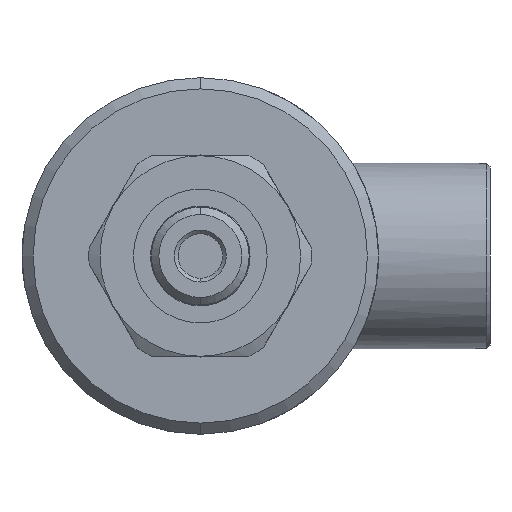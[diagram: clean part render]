
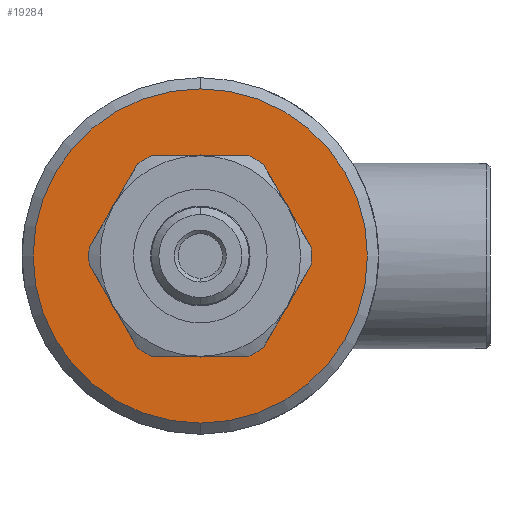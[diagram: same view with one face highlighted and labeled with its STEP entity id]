
A CAD part, front view. The second image highlights one B-rep face of the part: STEP entity #19284.
In plain terms, the highlighted planar face has unit normal (0, -1, 0).
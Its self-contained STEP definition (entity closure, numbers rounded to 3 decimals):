
#2584 = CARTESIAN_POINT ( 'NONE',  ( 0., 27., 0. ) ) ;
#3103 = CARTESIAN_POINT ( 'NONE',  ( 0., 27., 13.6 ) ) ;
#3534 = EDGE_CURVE ( 'NONE', #15656, #6449, #20402, .T. ) ;
#3551 = EDGE_LOOP ( 'NONE', ( #6943, #23661 ) ) ;
#4407 = DIRECTION ( 'NONE',  ( 0., -1., 0. ) ) ;
#4571 = DIRECTION ( 'NONE',  ( 0., 0., 1. ) ) ;
#5575 = EDGE_CURVE ( 'NONE', #6449, #15656, #18795, .T. ) ;
#5996 = CARTESIAN_POINT ( 'NONE',  ( 0., 27., -13.6 ) ) ;
#6145 = DIRECTION ( 'NONE',  ( 0., 1., 0. ) ) ;
#6449 = VERTEX_POINT ( 'NONE', #5996 ) ;
#6943 = ORIENTED_EDGE ( 'NONE', *, *, #5575, .T. ) ;
#7409 = FACE_BOUND ( 'NONE', #3551, .T. ) ;
#9426 = CARTESIAN_POINT ( 'NONE',  ( 0., 27., -22.5 ) ) ;
#9753 = CARTESIAN_POINT ( 'NONE',  ( 0., 27., 22.5 ) ) ;
#10188 = DIRECTION ( 'NONE',  ( 0., 0., 1. ) ) ;
#10206 = VERTEX_POINT ( 'NONE', #9753 ) ;
#10597 = EDGE_CURVE ( 'NONE', #10206, #21497, #13428, .T. ) ;
#11291 = CARTESIAN_POINT ( 'NONE',  ( 0., 27., 0. ) ) ;
#12182 = CARTESIAN_POINT ( 'NONE',  ( 0., 27., 0. ) ) ;
#12543 = CIRCLE ( 'NONE', #20716, 22.5 ) ;
#13300 = DIRECTION ( 'NONE',  ( 0., 0., 1. ) ) ;
#13428 = CIRCLE ( 'NONE', #14509, 22.5 ) ;
#13750 = AXIS2_PLACEMENT_3D ( 'NONE', #12182, #23889, #10188 ) ;
#14509 = AXIS2_PLACEMENT_3D ( 'NONE', #11291, #24981, #13300 ) ;
#15641 = EDGE_LOOP ( 'NONE', ( #22087, #15804 ) ) ;
#15656 = VERTEX_POINT ( 'NONE', #3103 ) ;
#15804 = ORIENTED_EDGE ( 'NONE', *, *, #21147, .T. ) ;
#16137 = AXIS2_PLACEMENT_3D ( 'NONE', #2584, #16411, #4571 ) ;
#16247 = CARTESIAN_POINT ( 'NONE',  ( 0., 27., 0. ) ) ;
#16411 = DIRECTION ( 'NONE',  ( 0., 1., 0. ) ) ;
#17980 = CARTESIAN_POINT ( 'NONE',  ( 0., 27., 0. ) ) ;
#18221 = DIRECTION ( 'NONE',  ( 0., 0., 1. ) ) ;
#18795 = CIRCLE ( 'NONE', #16137, 13.6 ) ;
#19284 = ADVANCED_FACE ( 'NONE', ( #22484, #7409 ), #21814, .F. ) ;
#19956 = DIRECTION ( 'NONE',  ( 0., 0., 1. ) ) ;
#20402 = CIRCLE ( 'NONE', #13750, 13.6 ) ;
#20716 = AXIS2_PLACEMENT_3D ( 'NONE', #16247, #4407, #18221 ) ;
#21147 = EDGE_CURVE ( 'NONE', #21497, #10206, #12543, .T. ) ;
#21497 = VERTEX_POINT ( 'NONE', #9426 ) ;
#21814 = PLANE ( 'NONE',  #24938 ) ;
#22087 = ORIENTED_EDGE ( 'NONE', *, *, #10597, .T. ) ;
#22484 = FACE_OUTER_BOUND ( 'NONE', #15641, .T. ) ;
#23661 = ORIENTED_EDGE ( 'NONE', *, *, #3534, .T. ) ;
#23889 = DIRECTION ( 'NONE',  ( 0., 1., 0. ) ) ;
#24938 = AXIS2_PLACEMENT_3D ( 'NONE', #17980, #6145, #19956 ) ;
#24981 = DIRECTION ( 'NONE',  ( 0., -1., 0. ) ) ;
